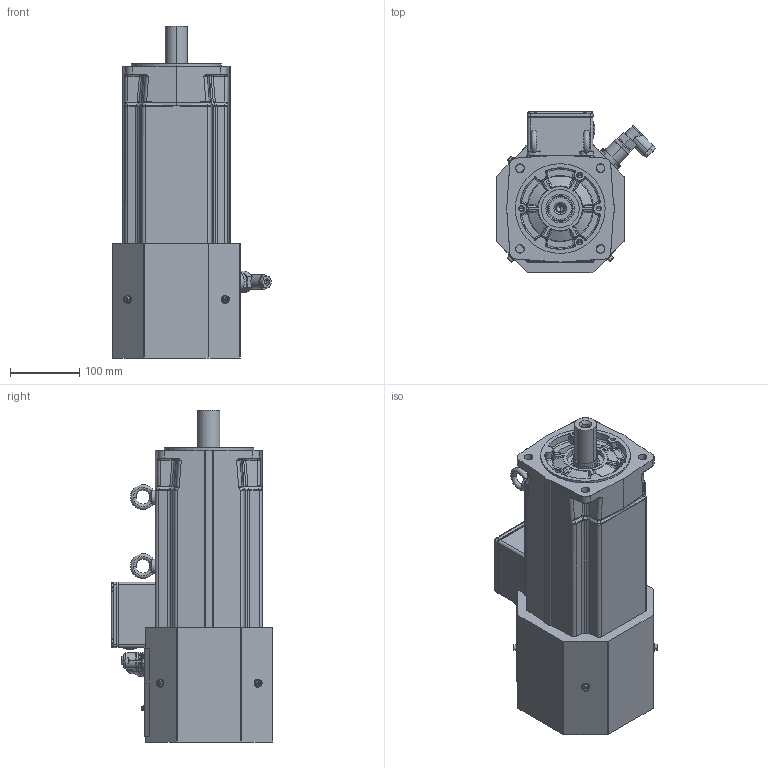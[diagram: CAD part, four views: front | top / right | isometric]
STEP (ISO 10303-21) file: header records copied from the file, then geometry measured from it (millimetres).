
FILE_DESCRIPTION((''),'2;1');
FILE_NAME('NX860EAR9000_SW0001','2004-06-25T',('pr1'),(''),'PRO/ENGINEER BY PARAMETRIC TECHNOLOGY CORPORATION, 2001500','PRO/ENGINEER BY PARAMETRIC TECHNOLOGY CORPORATION, 2001500','');
FILE_SCHEMA(('CONFIG_CONTROL_DESIGN'));
Products named in the file (1): NX860EAR9000_SW0001
Bounding box: 230.6 x 234 x 480.5 mm (x, y, z)
Volume: 10908659 mm3; surface area: 381881 mm2
Topology: 2 solids, 2 shells, 1185 faces, 2768 edges, 1618 vertices
Faces by surface type: plane 323, bspline 300, cylinder 277, cone 170, torus 95, sphere 20
Entity records: 50676 total; most frequent: CARTESIAN_POINT 26023, ORIENTED_EDGE 5468, DIRECTION 4660, EDGE_CURVE 2734, AXIS2_PLACEMENT_3D 1883, VERTEX_POINT 1618, EDGE_LOOP 1266, FACE_OUTER_BOUND 1185
